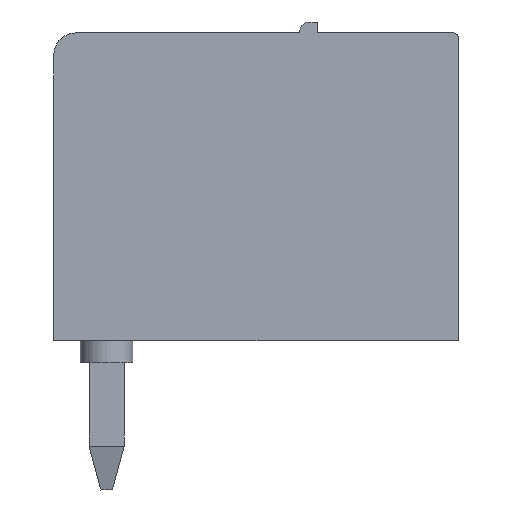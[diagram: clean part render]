
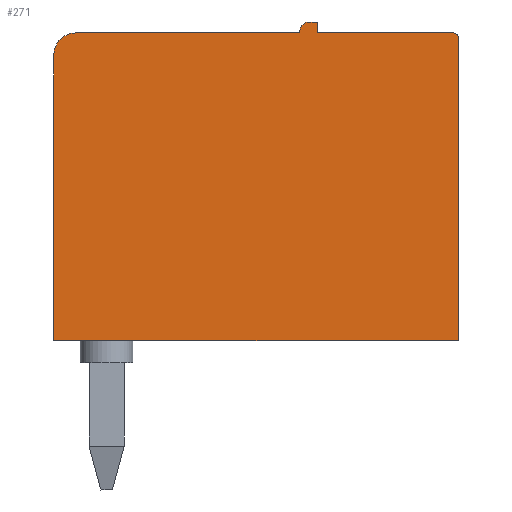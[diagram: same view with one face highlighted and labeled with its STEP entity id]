
A CAD part, left-side view. The second image highlights one B-rep face of the part: STEP entity #271.
In plain terms, the highlighted planar face has unit normal (-1, 0, 0).
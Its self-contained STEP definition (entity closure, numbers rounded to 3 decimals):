
#271=ADVANCED_FACE('',(#647),#648,.T.);
#647=FACE_OUTER_BOUND('',#1133,.T.);
#648=PLANE('',#1134);
#1133=EDGE_LOOP('',(#1861,#1862,#1863,#1864,#1865,#1866,#1867,#1868,#1869,#1870,#1871));
#1134=AXIS2_PLACEMENT_3D('',#1872,#1873,#1874);
#1861=ORIENTED_EDGE('',*,*,#3031,.T.);
#1862=ORIENTED_EDGE('',*,*,#3051,.F.);
#1863=ORIENTED_EDGE('',*,*,#2997,.F.);
#1864=ORIENTED_EDGE('',*,*,#3002,.F.);
#1865=ORIENTED_EDGE('',*,*,#3023,.T.);
#1866=ORIENTED_EDGE('',*,*,#3052,.F.);
#1867=ORIENTED_EDGE('',*,*,#2985,.F.);
#1868=ORIENTED_EDGE('',*,*,#3007,.T.);
#1869=ORIENTED_EDGE('',*,*,#3053,.F.);
#1870=ORIENTED_EDGE('',*,*,#3036,.F.);
#1871=ORIENTED_EDGE('',*,*,#3054,.F.);
#1872=CARTESIAN_POINT('',(0.0,9.2,0.0));
#1873=DIRECTION('',(-1.0,0.0,0.0));
#1874=DIRECTION('',(0.0,-1.0,0.0));
#2985=EDGE_CURVE('',#3596,#3598,#3599,.T.);
#2997=EDGE_CURVE('',#3615,#3618,#3619,.T.);
#3002=EDGE_CURVE('',#3624,#3615,#3627,.T.);
#3007=EDGE_CURVE('',#3596,#3632,#3634,.T.);
#3023=EDGE_CURVE('',#3624,#3656,#3658,.T.);
#3031=EDGE_CURVE('',#3670,#3667,#3671,.T.);
#3036=EDGE_CURVE('',#3677,#3679,#3680,.T.);
#3051=EDGE_CURVE('',#3618,#3667,#3703,.T.);
#3052=EDGE_CURVE('',#3598,#3656,#3704,.T.);
#3053=EDGE_CURVE('',#3679,#3632,#3705,.T.);
#3054=EDGE_CURVE('',#3670,#3677,#3706,.T.);
#3596=VERTEX_POINT('',#4493);
#3598=VERTEX_POINT('',#4496);
#3599=LINE('',#4497,#4498);
#3615=VERTEX_POINT('',#4520);
#3618=VERTEX_POINT('',#4524);
#3619=LINE('',#4525,#4526);
#3624=VERTEX_POINT('',#4533);
#3627=LINE('',#4537,#4538);
#3632=VERTEX_POINT('',#4544);
#3634=CIRCLE('',#4547,0.5);
#3656=VERTEX_POINT('',#4576);
#3658=CIRCLE('',#4579,0.2);
#3667=VERTEX_POINT('',#4590);
#3670=VERTEX_POINT('',#4594);
#3671=CIRCLE('',#4595,0.1);
#3677=VERTEX_POINT('',#4602);
#3679=VERTEX_POINT('',#4605);
#3680=LINE('',#4606,#4607);
#3703=LINE('',#4637,#4638);
#3704=LINE('',#4639,#4640);
#3705=LINE('',#4641,#4642);
#3706=LINE('',#4643,#4644);
#4493=CARTESIAN_POINT('',(0.0,8.7,7.0));
#4496=CARTESIAN_POINT('',(0.0,3.6,7.0));
#4497=CARTESIAN_POINT('',(0.0,9.2,7.0));
#4498=VECTOR('',#5452,1.0);
#4520=CARTESIAN_POINT('',(0.0,3.2,7.25));
#4524=CARTESIAN_POINT('',(0.0,3.2,7.0));
#4525=CARTESIAN_POINT('',(0.0,3.2,0.0));
#4526=VECTOR('',#5463,1.0);
#4533=CARTESIAN_POINT('',(0.0,3.4,7.25));
#4537=CARTESIAN_POINT('',(0.0,9.2,7.25));
#4538=VECTOR('',#5467,1.0);
#4544=CARTESIAN_POINT('',(0.0,9.2,6.5));
#4547=AXIS2_PLACEMENT_3D('',#5473,#5474,#5475);
#4576=CARTESIAN_POINT('',(0.0,3.6,7.05));
#4579=AXIS2_PLACEMENT_3D('',#5490,#5491,#5492);
#4590=CARTESIAN_POINT('',(0.0,0.1,7.));
#4594=CARTESIAN_POINT('',(0.0,0.,6.9));
#4595=AXIS2_PLACEMENT_3D('',#5502,#5503,#5504);
#4602=CARTESIAN_POINT('',(0.0,0.0,0.));
#4605=CARTESIAN_POINT('',(0.0,9.2,0.));
#4606=CARTESIAN_POINT('',(0.0,9.2,0.));
#4607=VECTOR('',#5510,1.0);
#4637=CARTESIAN_POINT('',(0.0,9.2,7.0));
#4638=VECTOR('',#5530,1.0);
#4639=CARTESIAN_POINT('',(0.0,3.6,0.0));
#4640=VECTOR('',#5531,1.0);
#4641=CARTESIAN_POINT('',(0.0,9.2,0.0));
#4642=VECTOR('',#5532,1.0);
#4643=CARTESIAN_POINT('',(0.0,0.0,0.0));
#4644=VECTOR('',#5533,1.0);
#5452=DIRECTION('',(0.0,-1.0,0.0));
#5463=DIRECTION('',(0.0,0.0,-1.0));
#5467=DIRECTION('',(0.0,-1.0,0.0));
#5473=CARTESIAN_POINT('',(0.0,8.7,6.5));
#5474=DIRECTION('',(-1.0,0.0,0.0));
#5475=DIRECTION('',(0.0,-1.0,0.0));
#5490=CARTESIAN_POINT('',(0.0,3.4,7.05));
#5491=DIRECTION('',(-1.0,0.0,0.0));
#5492=DIRECTION('',(0.0,-1.0,0.0));
#5502=CARTESIAN_POINT('',(0.0,0.1,6.9));
#5503=DIRECTION('',(-1.0,0.0,0.0));
#5504=DIRECTION('',(0.0,-1.0,0.0));
#5510=DIRECTION('',(-0.0,1.0,0.));
#5530=DIRECTION('',(0.0,-1.0,0.0));
#5531=DIRECTION('',(0.0,0.0,1.0));
#5532=DIRECTION('',(0.0,0.0,1.0));
#5533=DIRECTION('',(0.0,0.0,-1.0));
